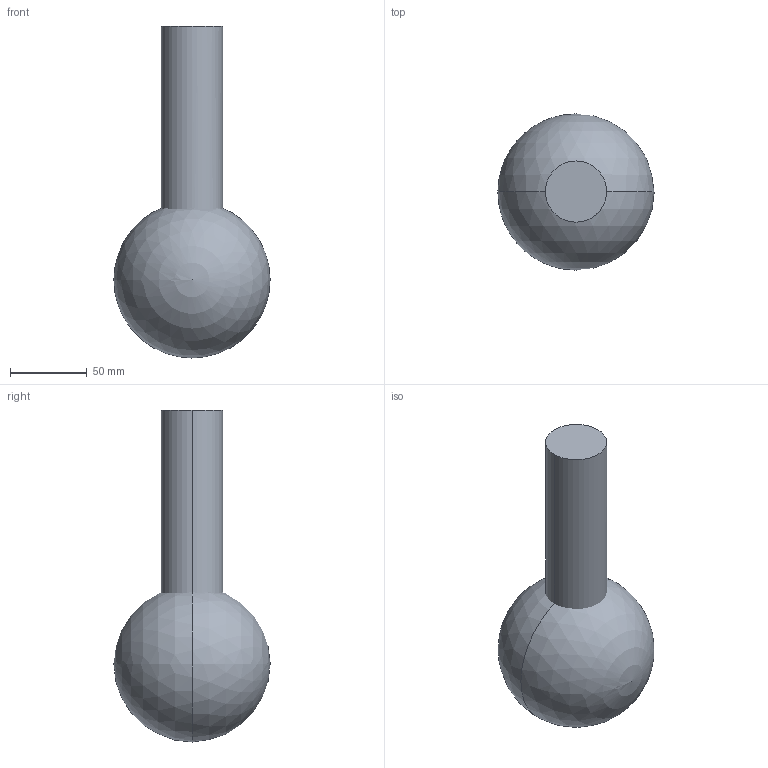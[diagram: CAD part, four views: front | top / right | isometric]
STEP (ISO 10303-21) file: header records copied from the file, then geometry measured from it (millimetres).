
FILE_DESCRIPTION (( 'STEP AP203' ), '1' );
FILE_NAME ('extention rod - image_Default_sldprt.STEP', '2023-04-06T17:12:56', ( '' ), ( '' ), 'SwSTEP 2.0', 'SolidWorks 2021', '' );
FILE_SCHEMA (( 'CONFIG_CONTROL_DESIGN' ));
Length unit declared in the file: millimetre
Products named in the file (1): extention rod - image_Default_sldprt
Bounding box: 102.07 x 102.07 x 216.89 mm (x, y, z)
Volume: 508468.1 mm3; surface area: 84507 mm2
Topology: 2 solids, 3 shells, 14 faces, 36 edges, 24 vertices
Faces by surface type: plane 6, cylinder 4, sphere 4
Entity records: 489 total; most frequent: CARTESIAN_POINT 121, DIRECTION 66, ORIENTED_EDGE 52, AXIS2_PLACEMENT_3D 27, EDGE_CURVE 26, VERTEX_POINT 18, ADVANCED_FACE 14, EDGE_LOOP 14
